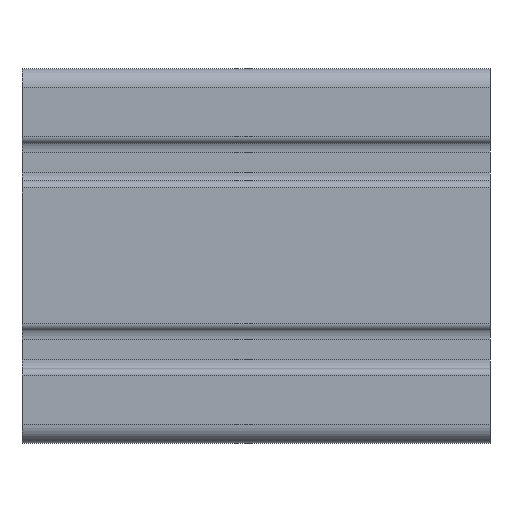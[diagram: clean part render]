
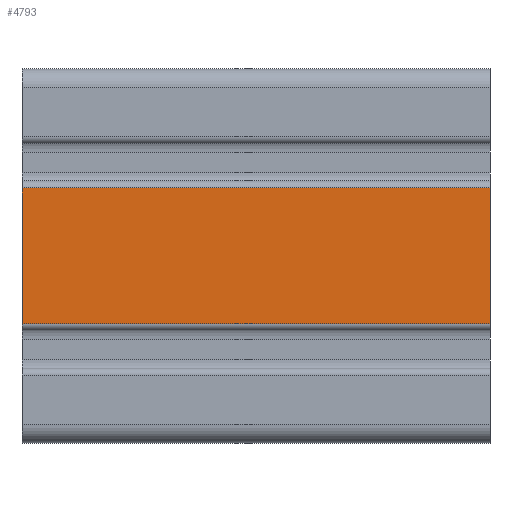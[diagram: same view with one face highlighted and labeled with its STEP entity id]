
A CAD part, top view. The second image highlights one B-rep face of the part: STEP entity #4793.
In plain terms, the highlighted planar face has unit normal (0, 0, 1).
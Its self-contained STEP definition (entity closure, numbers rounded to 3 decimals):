
#155 = ORIENTED_EDGE ( 'NONE', *, *, #7013, .F. ) ;
#211 = VERTEX_POINT ( 'NONE', #9532 ) ;
#561 = DIRECTION ( 'NONE',  ( -1., 0., 0. ) ) ;
#1428 = DIRECTION ( 'NONE',  ( 0., 0., -1. ) ) ;
#1430 = EDGE_CURVE ( 'NONE', #9286, #211, #2359, .T. ) ;
#2297 = DIRECTION ( 'NONE',  ( -1., 0., 0. ) ) ;
#2359 = LINE ( 'NONE', #6992, #3802 ) ;
#2376 = DIRECTION ( 'NONE',  ( 0., -1., 0. ) ) ;
#2496 = AXIS2_PLACEMENT_3D ( 'NONE', #4086, #1428, #5153 ) ;
#2865 = CARTESIAN_POINT ( 'NONE',  ( 59.184, 40.398, 20. ) ) ;
#3466 = VECTOR ( 'NONE', #9456, 1000. ) ;
#3717 = EDGE_CURVE ( 'NONE', #9275, #211, #10442, .T. ) ;
#3802 = VECTOR ( 'NONE', #2297, 1000. ) ;
#4086 = CARTESIAN_POINT ( 'NONE',  ( 59.184, 40.398, 20. ) ) ;
#4203 = CARTESIAN_POINT ( 'NONE',  ( 59.184, 69.398, 20. ) ) ;
#4767 = LINE ( 'NONE', #2865, #3466 ) ;
#4793 = ADVANCED_FACE ( 'NONE', ( #8190 ), #11638, .F. ) ;
#5153 = DIRECTION ( 'NONE',  ( 0., 1., 0. ) ) ;
#5226 = VERTEX_POINT ( 'NONE', #4203 ) ;
#6663 = EDGE_CURVE ( 'NONE', #5226, #9275, #10603, .T. ) ;
#6992 = CARTESIAN_POINT ( 'NONE',  ( 59.184, 40.398, 20. ) ) ;
#7013 = EDGE_CURVE ( 'NONE', #5226, #9286, #4767, .T. ) ;
#7969 = VECTOR ( 'NONE', #2376, 1000. ) ;
#8013 = ORIENTED_EDGE ( 'NONE', *, *, #1430, .F. ) ;
#8190 = FACE_OUTER_BOUND ( 'NONE', #11896, .T. ) ;
#8358 = CARTESIAN_POINT ( 'NONE',  ( 59.184, 40.398, 20. ) ) ;
#9275 = VERTEX_POINT ( 'NONE', #11952 ) ;
#9286 = VERTEX_POINT ( 'NONE', #8358 ) ;
#9427 = VECTOR ( 'NONE', #561, 1000. ) ;
#9456 = DIRECTION ( 'NONE',  ( 0., -1., 0. ) ) ;
#9532 = CARTESIAN_POINT ( 'NONE',  ( -40.816, 40.398, 20. ) ) ;
#10442 = LINE ( 'NONE', #10568, #7969 ) ;
#10568 = CARTESIAN_POINT ( 'NONE',  ( -40.816, 40.398, 20. ) ) ;
#10603 = LINE ( 'NONE', #10775, #9427 ) ;
#10775 = CARTESIAN_POINT ( 'NONE',  ( 59.184, 69.398, 20. ) ) ;
#11339 = ORIENTED_EDGE ( 'NONE', *, *, #6663, .T. ) ;
#11638 = PLANE ( 'NONE',  #2496 ) ;
#11699 = ORIENTED_EDGE ( 'NONE', *, *, #3717, .T. ) ;
#11896 = EDGE_LOOP ( 'NONE', ( #11699, #8013, #155, #11339 ) ) ;
#11952 = CARTESIAN_POINT ( 'NONE',  ( -40.816, 69.398, 20. ) ) ;
